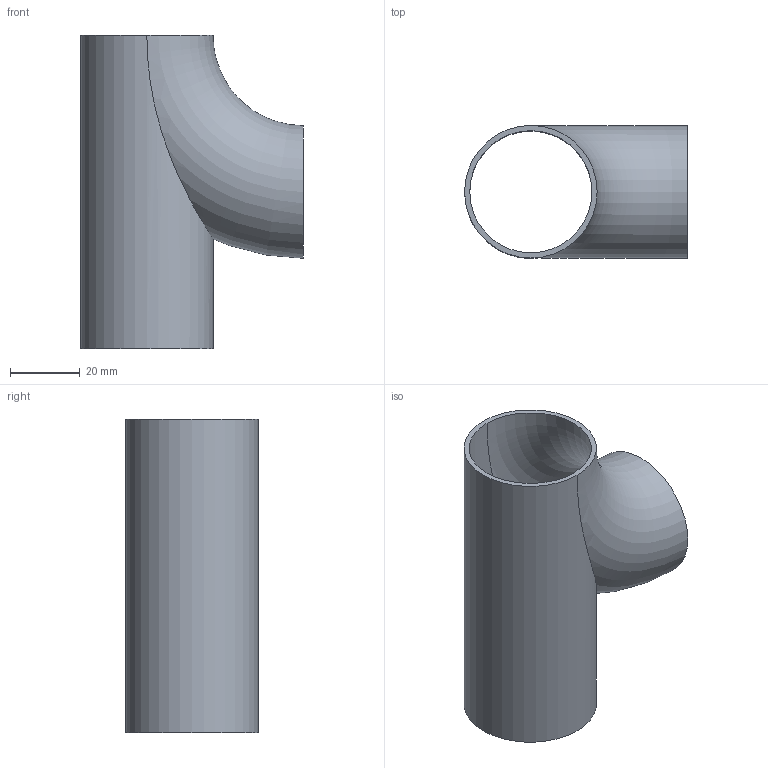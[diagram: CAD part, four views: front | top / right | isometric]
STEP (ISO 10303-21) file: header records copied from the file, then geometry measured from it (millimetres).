
FILE_DESCRIPTION((''),'2;1');
FILE_NAME('47201112X.stp','2010-08-17T10:22:53',('thilbrands'),(''),'Autodesk Inventor 2008','Autodesk Inventor 2008','');
FILE_SCHEMA(('AUTOMOTIVE_DESIGN { 1 0 10303 214 1 1 1 1 }'));
Length unit declared in the file: millimetre
Products named in the file (1): 472011001
Bounding box: 64.05 x 38.1 x 90 mm (x, y, z)
Volume: 19447.4 mm3; surface area: 26456.4 mm2
Topology: 1 solids, 1 shells, 7 faces, 18 edges, 12 vertices
Faces by surface type: plane 3, cylinder 2, torus 2
Full cylindrical faces by diameter (mm): 35.1 x1, 38.1 x1
Entity records: 371 total; most frequent: CARTESIAN_POINT 203, DIRECTION 32, ORIENTED_EDGE 20, AXIS2_PLACEMENT_3D 16, EDGE_LOOP 14, EDGE_CURVE 10, VERTEX_POINT 8, CIRCLE 8
